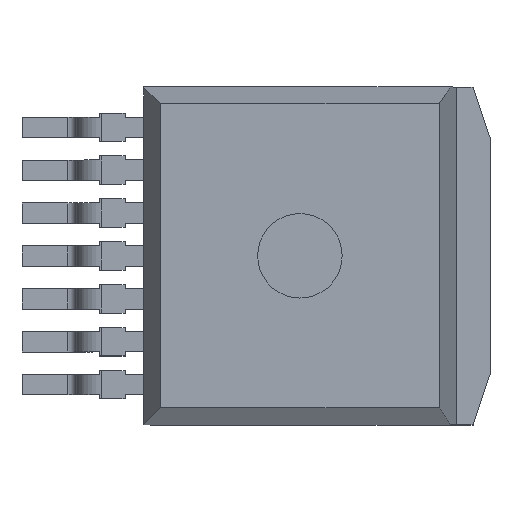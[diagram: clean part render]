
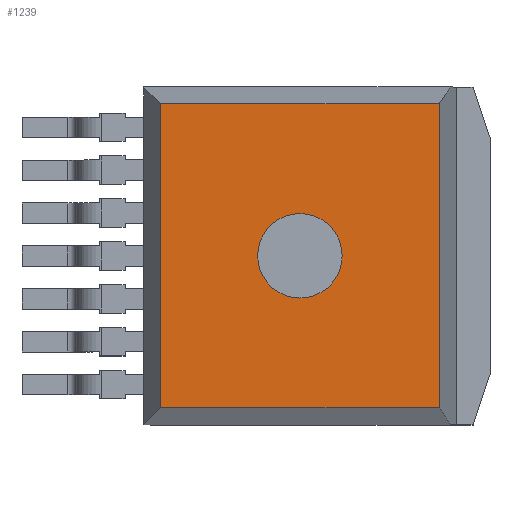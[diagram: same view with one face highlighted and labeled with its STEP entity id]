
A CAD part, top view. The second image highlights one B-rep face of the part: STEP entity #1239.
In plain terms, the highlighted planar face has unit normal (0, 0, 1).
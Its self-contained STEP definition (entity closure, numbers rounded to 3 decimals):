
#13=DIRECTION('',(0.,0.,1.));
#34=VECTOR('',#35,1.);
#35=DIRECTION('',(0.,-1.,0.));
#47=DIRECTION('',(1.,0.,0.));
#65=VECTOR('',#66,1.);
#66=DIRECTION('',(-1.,0.,0.));
#124=VECTOR('',#125,1.);
#125=DIRECTION('',(0.,1.,0.));
#300=ORIENTED_EDGE('',*,*,#301,.T.);
#301=EDGE_CURVE('',#302,#304,#306,.T.);
#302=VERTEX_POINT('',#303);
#303=CARTESIAN_POINT('',(-2.825,4.5,4.42));
#304=VERTEX_POINT('',#305);
#305=CARTESIAN_POINT('',(-2.825,-4.5,4.42));
#306=LINE('',#307,#34);
#307=CARTESIAN_POINT('',(-2.825,5.,4.42));
#336=VECTOR('',#47,1.);
#365=VERTEX_POINT('',#366);
#366=CARTESIAN_POINT('',(5.425,4.5,4.42));
#371=ORIENTED_EDGE('',*,*,#372,.T.);
#372=EDGE_CURVE('',#365,#302,#373,.T.);
#373=LINE('',#366,#65);
#419=EDGE_CURVE('',#420,#365,#422,.T.);
#420=VERTEX_POINT('',#421);
#421=CARTESIAN_POINT('',(5.425,-4.5,4.42));
#422=LINE('',#423,#124);
#423=CARTESIAN_POINT('',(5.425,-5.,4.42));
#1239=ADVANCED_FACE('',(#1240,#1246),#1256,.T.);
#1240=FACE_BOUND('',#1241,.T.);
#1241=EDGE_LOOP('',(#300,#1242,#1245,#371));
#1242=ORIENTED_EDGE('',*,*,#1243,.T.);
#1243=EDGE_CURVE('',#304,#420,#1244,.T.);
#1244=LINE('',#305,#336);
#1245=ORIENTED_EDGE('',*,*,#419,.T.);
#1246=FACE_BOUND('',#1247,.T.);
#1247=EDGE_LOOP('',(#1248));
#1248=ORIENTED_EDGE('',*,*,#1249,.T.);
#1249=EDGE_CURVE('',#1250,#1250,#1252,.T.);
#1250=VERTEX_POINT('',#1251);
#1251=CARTESIAN_POINT('',(1.3,1.25,4.42));
#1252=CIRCLE('',#1253,1.25);
#1253=AXIS2_PLACEMENT_3D('',#1254,#1255,#125);
#1254=CARTESIAN_POINT('',(1.3,0.,4.42));
#1255=DIRECTION('',(0.,0.,-1.));
#1256=PLANE('',#1257);
#1257=AXIS2_PLACEMENT_3D('',#1258,#13,#35);
#1258=CARTESIAN_POINT('',(1.3,0.,4.42));
